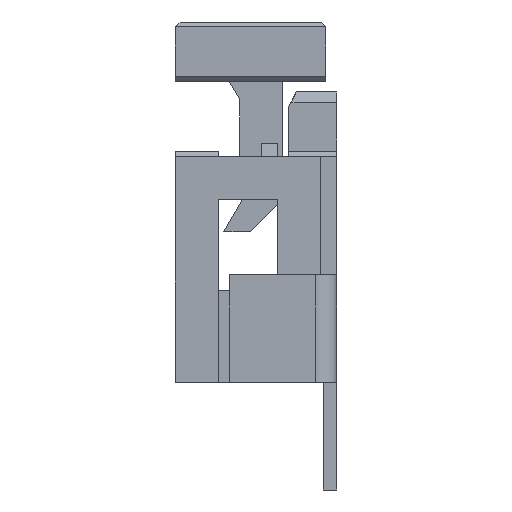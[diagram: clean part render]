
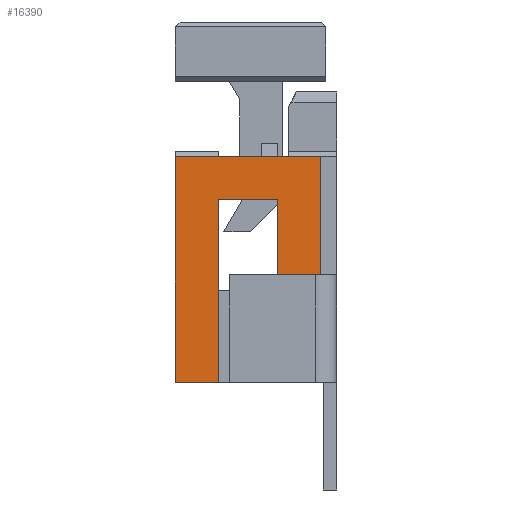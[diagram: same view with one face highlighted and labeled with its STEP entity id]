
A CAD part, left-side view. The second image highlights one B-rep face of the part: STEP entity #16390.
In plain terms, the highlighted planar face has unit normal (-1, 0, 0).
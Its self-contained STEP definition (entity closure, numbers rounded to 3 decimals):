
#1=DIRECTION('',(0.,0.,-1.));
#2=VECTOR('',#1,2.2);
#3=CARTESIAN_POINT('',(-17.5,0.3,4.2));
#4=LINE('',#3,#2);
#5=DIRECTION('',(0.,0.,1.));
#6=VECTOR('',#5,2.);
#7=CARTESIAN_POINT('',(-17.5,0.3,0.));
#8=LINE('',#7,#6);
#9=DIRECTION('',(0.,1.,0.));
#10=VECTOR('',#9,0.8);
#11=CARTESIAN_POINT('',(-17.5,0.3,0.));
#12=LINE('',#11,#10);
#13=DIRECTION('',(0.,0.,1.));
#14=VECTOR('',#13,3.4);
#15=CARTESIAN_POINT('',(-17.5,1.1,0.));
#16=LINE('',#15,#14);
#17=DIRECTION('',(0.,1.,0.));
#18=VECTOR('',#17,1.1);
#19=CARTESIAN_POINT('',(-17.5,1.1,3.4));
#20=LINE('',#19,#18);
#21=DIRECTION('',(0.,0.,-1.));
#22=VECTOR('',#21,3.4);
#23=CARTESIAN_POINT('',(-17.5,2.2,3.4));
#24=LINE('',#23,#22);
#25=DIRECTION('',(0.,1.,0.));
#26=VECTOR('',#25,0.8);
#27=CARTESIAN_POINT('',(-17.5,2.2,0.));
#28=LINE('',#27,#26);
#29=DIRECTION('',(0.,0.,1.));
#30=VECTOR('',#29,4.2);
#31=CARTESIAN_POINT('',(-17.5,3.,0.));
#32=LINE('',#31,#30);
#3229=DIRECTION('',(0.,1.,0.));
#3230=VECTOR('',#3229,2.7);
#3231=CARTESIAN_POINT('',(-17.5,0.3,4.2));
#3232=LINE('',#3231,#3230);
#12371=CARTESIAN_POINT('',(-17.5,1.1,3.4));
#12372=CARTESIAN_POINT('',(-17.5,2.2,3.4));
#12373=VERTEX_POINT('',#12371);
#12374=VERTEX_POINT('',#12372);
#12375=CARTESIAN_POINT('',(-17.5,2.2,0.));
#12376=VERTEX_POINT('',#12375);
#12421=CARTESIAN_POINT('',(-17.5,0.3,4.2));
#12423=VERTEX_POINT('',#12421);
#12425=CARTESIAN_POINT('',(-17.5,3.,4.2));
#12427=VERTEX_POINT('',#12425);
#12429=CARTESIAN_POINT('',(-17.5,3.,0.));
#12430=VERTEX_POINT('',#12429);
#12481=CARTESIAN_POINT('',(-17.5,0.3,2.));
#12482=VERTEX_POINT('',#12481);
#12519=CARTESIAN_POINT('',(-17.5,0.3,0.));
#12520=VERTEX_POINT('',#12519);
#12525=CARTESIAN_POINT('',(-17.5,1.1,0.));
#12526=VERTEX_POINT('',#12525);
#16365=CARTESIAN_POINT('',(-17.5,0.,0.));
#16366=DIRECTION('',(1.,0.,0.));
#16367=DIRECTION('',(0.,0.,-1.));
#16368=AXIS2_PLACEMENT_3D('',#16365,#16366,#16367);
#16369=PLANE('',#16368);
#16371=ORIENTED_EDGE('',*,*,#16370,.T.);
#16373=ORIENTED_EDGE('',*,*,#16372,.F.);
#16375=ORIENTED_EDGE('',*,*,#16374,.T.);
#16377=ORIENTED_EDGE('',*,*,#16376,.T.);
#16379=ORIENTED_EDGE('',*,*,#16378,.T.);
#16381=ORIENTED_EDGE('',*,*,#16380,.T.);
#16383=ORIENTED_EDGE('',*,*,#16382,.T.);
#16385=ORIENTED_EDGE('',*,*,#16384,.T.);
#16387=ORIENTED_EDGE('',*,*,#16386,.F.);
#16388=EDGE_LOOP('',(#16371,#16373,#16375,#16377,#16379,#16381,#16383,#16385,
#16387));
#16389=FACE_OUTER_BOUND('',#16388,.F.);
#16390=ADVANCED_FACE('',(#16389),#16369,.F.);
#16370=EDGE_CURVE('',#12423,#12482,#4,.T.);
#16372=EDGE_CURVE('',#12520,#12482,#8,.T.);
#16374=EDGE_CURVE('',#12520,#12526,#12,.T.);
#16376=EDGE_CURVE('',#12526,#12373,#16,.T.);
#16378=EDGE_CURVE('',#12373,#12374,#20,.T.);
#16380=EDGE_CURVE('',#12374,#12376,#24,.T.);
#16382=EDGE_CURVE('',#12376,#12430,#28,.T.);
#16384=EDGE_CURVE('',#12430,#12427,#32,.T.);
#16386=EDGE_CURVE('',#12423,#12427,#3232,.T.);
